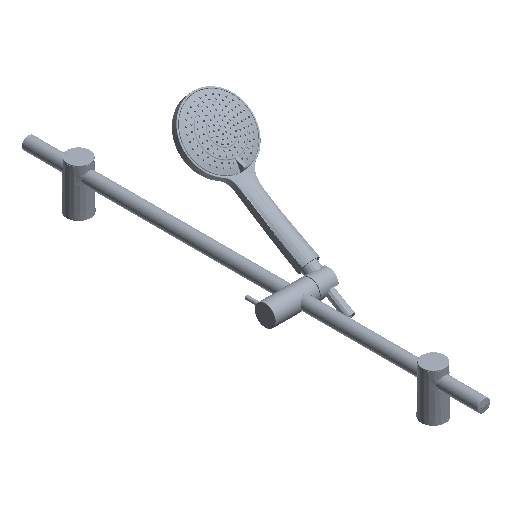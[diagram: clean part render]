
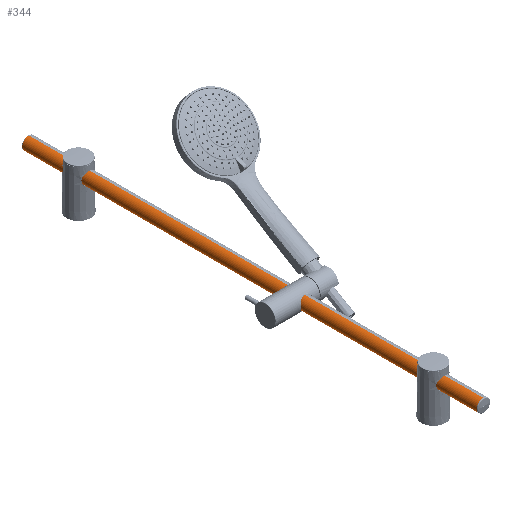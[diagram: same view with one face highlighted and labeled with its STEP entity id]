
A CAD part, isometric view. The second image highlights one B-rep face of the part: STEP entity #344.
In plain terms, the highlighted cylindrical face has radius 10.3 mm (diameter 20.6 mm), a partial arc.
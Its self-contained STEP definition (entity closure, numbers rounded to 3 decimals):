
#46=CARTESIAN_POINT('',(0.,730.,0.));
#47=DIRECTION('',(0.,-1.,0.));
#48=DIRECTION('',(0.,0.,1.));
#49=AXIS2_PLACEMENT_3D('',#46,#47,#48);
#61=DIRECTION('',(0.,-1.,0.));
#62=VECTOR('',#61,730.);
#63=CARTESIAN_POINT('',(0.,730.,-10.3));
#64=LINE('',#63,#62);
#70=CARTESIAN_POINT('',(0.,0.,0.));
#71=DIRECTION('',(0.,1.,0.));
#72=DIRECTION('',(0.,0.,-1.));
#73=AXIS2_PLACEMENT_3D('',#70,#71,#72);
#85=DIRECTION('',(0.,-1.,0.));
#86=VECTOR('',#85,730.);
#87=CARTESIAN_POINT('',(0.,730.,10.3));
#88=LINE('',#87,#86);
#196=CARTESIAN_POINT('',(0.,0.,10.3));
#197=CARTESIAN_POINT('',(0.,0.,-10.3));
#198=VERTEX_POINT('',#196);
#199=VERTEX_POINT('',#197);
#200=CARTESIAN_POINT('',(0.,730.,10.3));
#201=VERTEX_POINT('',#200);
#202=CARTESIAN_POINT('',(0.,730.,-10.3));
#203=VERTEX_POINT('',#202);
#333=CARTESIAN_POINT('',(0.,0.,0.));
#334=DIRECTION('',(0.,1.,0.));
#335=DIRECTION('',(0.,0.,1.));
#336=AXIS2_PLACEMENT_3D('',#333,#334,#335);
#337=CYLINDRICAL_SURFACE('',#336,10.3);
#338=ORIENTED_EDGE('',*,*,#315,.F.);
#339=ORIENTED_EDGE('',*,*,#297,.F.);
#340=ORIENTED_EDGE('',*,*,#270,.F.);
#341=ORIENTED_EDGE('',*,*,#294,.T.);
#342=EDGE_LOOP('',(#338,#339,#340,#341));
#343=FACE_OUTER_BOUND('',#342,.F.);
#344=ADVANCED_FACE('',(#343),#337,.T.);
#50=CIRCLE('',#49,10.3);
#74=CIRCLE('',#73,10.3);
#270=EDGE_CURVE('',#201,#203,#50,.T.);
#294=EDGE_CURVE('',#201,#198,#88,.T.);
#297=EDGE_CURVE('',#203,#199,#64,.T.);
#315=EDGE_CURVE('',#199,#198,#74,.T.);
